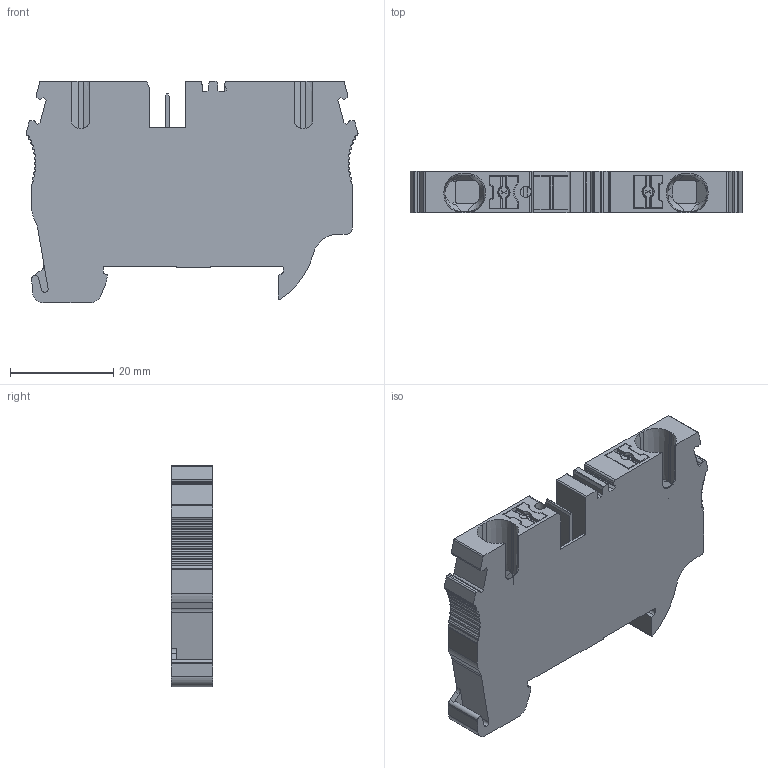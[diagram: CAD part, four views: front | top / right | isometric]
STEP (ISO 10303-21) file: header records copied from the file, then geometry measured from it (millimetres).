
FILE_DESCRIPTION(/* description */ ('Unknown'),/* implementation_level */ '2;1');
FILE_NAME(/* name */ 'PEQ6_3D_SOLID',/* time_stamp */ '2021-04-30T14:11:09+06:00',/* author */ ('Unknown'),/* organization */ ('Unknown'),/* preprocessor_version */ 'ST-DEVELOPER v16.7',/* originating_system */ 'DEX',/* authorisation */ $);
FILE_SCHEMA (('AUTOMOTIVE_DESIGN { 1 0 10303 214 3 1 1 }','AUTOMOTIVE_DESIGN {1 0 10303 214 3 1 1}'));
Length unit declared in the file: millimetre
Products named in the file (1): PEQ6_3D_SOLID
Bounding box: 64.24 x 8 x 42.9 mm (x, y, z)
Volume: 15072.9 mm3; surface area: 8188.1 mm2
Topology: 1 solids, 2 shells, 389 faces, 1087 edges, 708 vertices
Faces by surface type: plane 204, cylinder 141, bspline 28, cone 12, torus 4
Full cylindrical faces by diameter (mm): 0.8 x1, 2.15 x1
Entity records: 15704 total; most frequent: CARTESIAN_POINT 2961, ORIENTED_EDGE 2168, DIRECTION 2029, EDGE_CURVE 1084, VERTEX_POINT 707, LINE 693, VECTOR 693, AXIS2_PLACEMENT_3D 668
